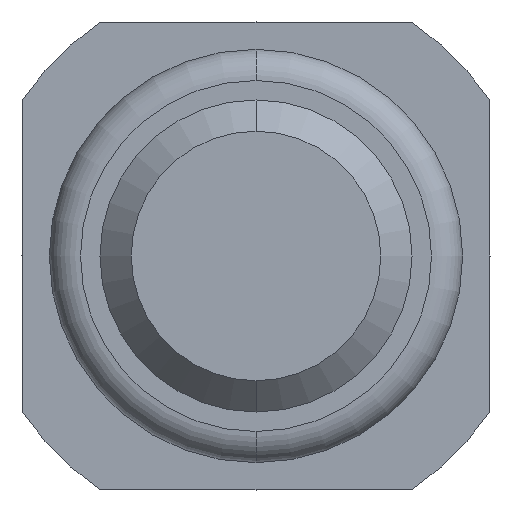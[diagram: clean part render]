
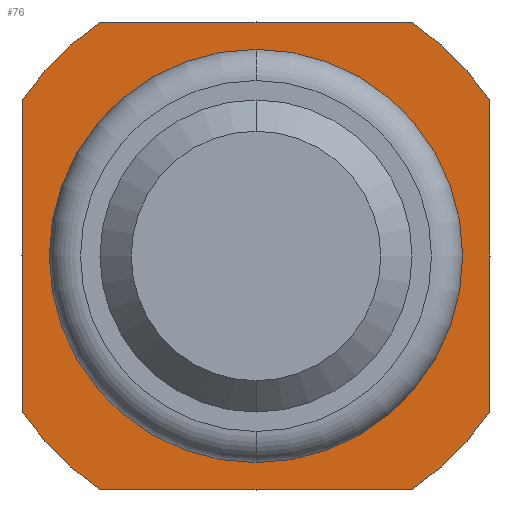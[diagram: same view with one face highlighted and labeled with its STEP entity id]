
A CAD part, front view. The second image highlights one B-rep face of the part: STEP entity #76.
In plain terms, the highlighted planar face has unit normal (0, -1, 0).
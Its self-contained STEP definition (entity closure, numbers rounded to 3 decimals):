
#69 = VERTEX_POINT ( 'NONE', #2097 ) ;
#75 = DIRECTION ( 'NONE',  ( 0., 1., 0. ) ) ;
#76 = ADVANCED_FACE ( 'NONE', ( #884, #3027 ), #2397, .F. ) ;
#124 = LINE ( 'NONE', #996, #3572 ) ;
#145 = AXIS2_PLACEMENT_3D ( 'NONE', #1419, #2021, #3687 ) ;
#234 = VERTEX_POINT ( 'NONE', #748 ) ;
#256 = EDGE_LOOP ( 'NONE', ( #2677, #2733 ) ) ;
#312 = VECTOR ( 'NONE', #3703, 1000. ) ;
#365 = CARTESIAN_POINT ( 'NONE',  ( -1.495, -2., 1.002 ) ) ;
#389 = EDGE_CURVE ( 'NONE', #1929, #69, #1653, .T. ) ;
#438 = CIRCLE ( 'NONE', #1292, 1.8 ) ;
#483 = CIRCLE ( 'NONE', #2078, 1.325 ) ;
#532 = VECTOR ( 'NONE', #2600, 1000. ) ;
#552 = VERTEX_POINT ( 'NONE', #961 ) ;
#572 = DIRECTION ( 'NONE',  ( 0., 0., 1. ) ) ;
#643 = DIRECTION ( 'NONE',  ( 0., 0., 1. ) ) ;
#748 = CARTESIAN_POINT ( 'NONE',  ( -1.495, -2., -1.002 ) ) ;
#805 = CARTESIAN_POINT ( 'NONE',  ( 1.495, -2., 0. ) ) ;
#809 = CARTESIAN_POINT ( 'NONE',  ( -1.002, -2., 1.495 ) ) ;
#877 = CIRCLE ( 'NONE', #3336, 1.8 ) ;
#884 = FACE_BOUND ( 'NONE', #256, .T. ) ;
#904 = VERTEX_POINT ( 'NONE', #2606 ) ;
#921 = CARTESIAN_POINT ( 'NONE',  ( 0., -2., 0. ) ) ;
#961 = CARTESIAN_POINT ( 'NONE',  ( 0., -2., 1.325 ) ) ;
#971 = CARTESIAN_POINT ( 'NONE',  ( -1.495, -2., 0. ) ) ;
#996 = CARTESIAN_POINT ( 'NONE',  ( 1.8, -2., -1.495 ) ) ;
#1076 = EDGE_CURVE ( 'NONE', #2769, #1929, #877, .T. ) ;
#1208 = EDGE_CURVE ( 'NONE', #234, #1556, #2674, .T. ) ;
#1283 = ORIENTED_EDGE ( 'NONE', *, *, #389, .F. ) ;
#1291 = EDGE_LOOP ( 'NONE', ( #1283, #1715, #2736, #3280, #1820, #2557, #3306, #1737 ) ) ;
#1292 = AXIS2_PLACEMENT_3D ( 'NONE', #3664, #3444, #2013 ) ;
#1419 = CARTESIAN_POINT ( 'NONE',  ( 0., -2., 0. ) ) ;
#1459 = CARTESIAN_POINT ( 'NONE',  ( 1.8, -2., 1.495 ) ) ;
#1480 = EDGE_CURVE ( 'NONE', #2134, #2769, #3249, .T. ) ;
#1482 = VERTEX_POINT ( 'NONE', #2312 ) ;
#1541 = DIRECTION ( 'NONE',  ( 0., 0., 1. ) ) ;
#1556 = VERTEX_POINT ( 'NONE', #365 ) ;
#1583 = EDGE_CURVE ( 'NONE', #69, #1482, #2587, .T. ) ;
#1645 = CARTESIAN_POINT ( 'NONE',  ( 0., -2., 0. ) ) ;
#1653 = LINE ( 'NONE', #805, #312 ) ;
#1715 = ORIENTED_EDGE ( 'NONE', *, *, #1076, .F. ) ;
#1726 = CIRCLE ( 'NONE', #145, 1.8 ) ;
#1731 = CIRCLE ( 'NONE', #2713, 1.325 ) ;
#1736 = CARTESIAN_POINT ( 'NONE',  ( 1.495, -2., 1.002 ) ) ;
#1737 = ORIENTED_EDGE ( 'NONE', *, *, #1583, .F. ) ;
#1757 = VERTEX_POINT ( 'NONE', #1906 ) ;
#1820 = ORIENTED_EDGE ( 'NONE', *, *, #1208, .F. ) ;
#1906 = CARTESIAN_POINT ( 'NONE',  ( 0., -2., -1.325 ) ) ;
#1924 = VECTOR ( 'NONE', #2695, 1000. ) ;
#1929 = VERTEX_POINT ( 'NONE', #1736 ) ;
#2013 = DIRECTION ( 'NONE',  ( 0., 0., 1. ) ) ;
#2021 = DIRECTION ( 'NONE',  ( 0., 1., 0. ) ) ;
#2078 = AXIS2_PLACEMENT_3D ( 'NONE', #1645, #3044, #2768 ) ;
#2097 = CARTESIAN_POINT ( 'NONE',  ( 1.495, -2., -1.002 ) ) ;
#2134 = VERTEX_POINT ( 'NONE', #809 ) ;
#2271 = EDGE_CURVE ( 'NONE', #1556, #2134, #438, .T. ) ;
#2312 = CARTESIAN_POINT ( 'NONE',  ( 1.002, -2., -1.495 ) ) ;
#2354 = EDGE_CURVE ( 'NONE', #1757, #552, #483, .T. ) ;
#2385 = CARTESIAN_POINT ( 'NONE',  ( 1.8, -2., 0. ) ) ;
#2397 = PLANE ( 'NONE',  #3577 ) ;
#2557 = ORIENTED_EDGE ( 'NONE', *, *, #3356, .F. ) ;
#2587 = CIRCLE ( 'NONE', #3173, 1.8 ) ;
#2600 = DIRECTION ( 'NONE',  ( 1., 0., 0. ) ) ;
#2606 = CARTESIAN_POINT ( 'NONE',  ( -1.002, -2., -1.495 ) ) ;
#2674 = LINE ( 'NONE', #971, #1924 ) ;
#2677 = ORIENTED_EDGE ( 'NONE', *, *, #3162, .T. ) ;
#2695 = DIRECTION ( 'NONE',  ( 0., 0., 1. ) ) ;
#2705 = CARTESIAN_POINT ( 'NONE',  ( 0., -2., 0. ) ) ;
#2713 = AXIS2_PLACEMENT_3D ( 'NONE', #3349, #2800, #572 ) ;
#2733 = ORIENTED_EDGE ( 'NONE', *, *, #2354, .T. ) ;
#2736 = ORIENTED_EDGE ( 'NONE', *, *, #1480, .F. ) ;
#2768 = DIRECTION ( 'NONE',  ( 0., 0., 1. ) ) ;
#2769 = VERTEX_POINT ( 'NONE', #3327 ) ;
#2800 = DIRECTION ( 'NONE',  ( 0., 1., 0. ) ) ;
#2872 = EDGE_CURVE ( 'NONE', #1482, #904, #124, .T. ) ;
#2980 = DIRECTION ( 'NONE',  ( 0., 1., 0. ) ) ;
#3027 = FACE_OUTER_BOUND ( 'NONE', #1291, .T. ) ;
#3044 = DIRECTION ( 'NONE',  ( 0., 1., 0. ) ) ;
#3066 = DIRECTION ( 'NONE',  ( -1., 0., 0. ) ) ;
#3162 = EDGE_CURVE ( 'NONE', #552, #1757, #1731, .T. ) ;
#3173 = AXIS2_PLACEMENT_3D ( 'NONE', #921, #3254, #1541 ) ;
#3249 = LINE ( 'NONE', #1459, #532 ) ;
#3254 = DIRECTION ( 'NONE',  ( 0., 1., 0. ) ) ;
#3280 = ORIENTED_EDGE ( 'NONE', *, *, #2271, .F. ) ;
#3306 = ORIENTED_EDGE ( 'NONE', *, *, #2872, .F. ) ;
#3327 = CARTESIAN_POINT ( 'NONE',  ( 1.002, -2., 1.495 ) ) ;
#3336 = AXIS2_PLACEMENT_3D ( 'NONE', #2705, #2980, #3606 ) ;
#3349 = CARTESIAN_POINT ( 'NONE',  ( 0., -2., 0. ) ) ;
#3356 = EDGE_CURVE ( 'NONE', #904, #234, #1726, .T. ) ;
#3444 = DIRECTION ( 'NONE',  ( 0., 1., 0. ) ) ;
#3572 = VECTOR ( 'NONE', #3066, 1000. ) ;
#3577 = AXIS2_PLACEMENT_3D ( 'NONE', #2385, #75, #643 ) ;
#3606 = DIRECTION ( 'NONE',  ( 0., 0., 1. ) ) ;
#3664 = CARTESIAN_POINT ( 'NONE',  ( 0., -2., 0. ) ) ;
#3687 = DIRECTION ( 'NONE',  ( 0., 0., 1. ) ) ;
#3703 = DIRECTION ( 'NONE',  ( 0., 0., -1. ) ) ;
